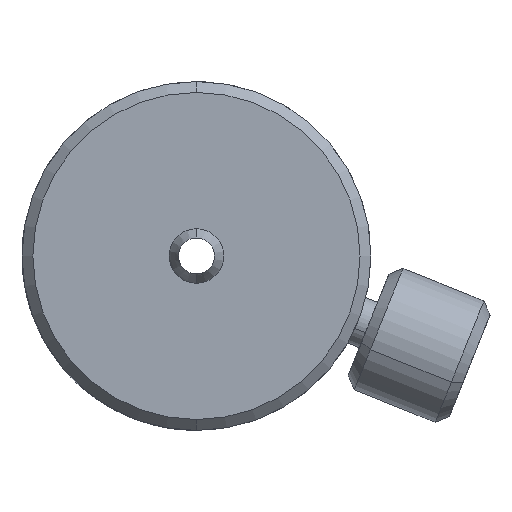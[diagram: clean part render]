
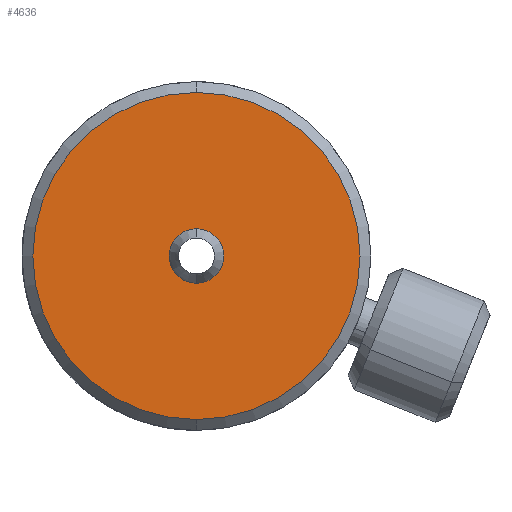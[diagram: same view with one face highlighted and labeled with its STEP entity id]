
A CAD part, front view. The second image highlights one B-rep face of the part: STEP entity #4636.
In plain terms, the highlighted planar face has unit normal (0, -1, 0).
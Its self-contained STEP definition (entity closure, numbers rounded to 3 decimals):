
#19 = DIRECTION ( 'NONE',  ( 0., -1., 0. ) ) ;
#72 = DIRECTION ( 'NONE',  ( 0., 0., 1. ) ) ;
#149 = DIRECTION ( 'NONE',  ( 0., 0., 1. ) ) ;
#364 = CARTESIAN_POINT ( 'NONE',  ( 2.242, -45.601, 103. ) ) ;
#405 = CARTESIAN_POINT ( 'NONE',  ( 2.242, -45.601, 85.5 ) ) ;
#494 = CARTESIAN_POINT ( 'NONE',  ( 2.242, -45.601, 88. ) ) ;
#578 = AXIS2_PLACEMENT_3D ( 'NONE', #4433, #817, #149 ) ;
#611 = ORIENTED_EDGE ( 'NONE', *, *, #2388, .F. ) ;
#721 = EDGE_LOOP ( 'NONE', ( #611, #3306 ) ) ;
#781 = DIRECTION ( 'NONE',  ( 0., -1., 0. ) ) ;
#817 = DIRECTION ( 'NONE',  ( 0., 1., 0. ) ) ;
#1068 = VERTEX_POINT ( 'NONE', #364 ) ;
#1172 = CARTESIAN_POINT ( 'NONE',  ( 2.242, -45.601, 88. ) ) ;
#1318 = EDGE_CURVE ( 'NONE', #4046, #1931, #4117, .T. ) ;
#1559 = EDGE_CURVE ( 'NONE', #1068, #2494, #1663, .T. ) ;
#1605 = CIRCLE ( 'NONE', #3707, 2.5 ) ;
#1663 = CIRCLE ( 'NONE', #3254, 15. ) ;
#1753 = EDGE_LOOP ( 'NONE', ( #1831, #3699 ) ) ;
#1831 = ORIENTED_EDGE ( 'NONE', *, *, #1559, .T. ) ;
#1905 = CARTESIAN_POINT ( 'NONE',  ( 2.242, -45.601, 88. ) ) ;
#1931 = VERTEX_POINT ( 'NONE', #405 ) ;
#1942 = FACE_OUTER_BOUND ( 'NONE', #1753, .T. ) ;
#1946 = DIRECTION ( 'NONE',  ( 0., 0., -1. ) ) ;
#2236 = FACE_BOUND ( 'NONE', #721, .T. ) ;
#2257 = DIRECTION ( 'NONE',  ( 0., 0., 1. ) ) ;
#2388 = EDGE_CURVE ( 'NONE', #1931, #4046, #1605, .T. ) ;
#2494 = VERTEX_POINT ( 'NONE', #3748 ) ;
#2696 = PLANE ( 'NONE',  #578 ) ;
#2950 = CARTESIAN_POINT ( 'NONE',  ( 2.242, -45.601, 88. ) ) ;
#3147 = CIRCLE ( 'NONE', #4467, 15. ) ;
#3216 = CARTESIAN_POINT ( 'NONE',  ( 2.242, -45.601, 90.5 ) ) ;
#3254 = AXIS2_PLACEMENT_3D ( 'NONE', #1905, #3744, #2257 ) ;
#3301 = DIRECTION ( 'NONE',  ( 0., 0., -1. ) ) ;
#3306 = ORIENTED_EDGE ( 'NONE', *, *, #1318, .F. ) ;
#3329 = EDGE_CURVE ( 'NONE', #2494, #1068, #3147, .T. ) ;
#3559 = AXIS2_PLACEMENT_3D ( 'NONE', #494, #4514, #1946 ) ;
#3699 = ORIENTED_EDGE ( 'NONE', *, *, #3329, .T. ) ;
#3707 = AXIS2_PLACEMENT_3D ( 'NONE', #2950, #19, #3301 ) ;
#3744 = DIRECTION ( 'NONE',  ( 0., -1., 0. ) ) ;
#3748 = CARTESIAN_POINT ( 'NONE',  ( 2.242, -45.601, 73. ) ) ;
#4046 = VERTEX_POINT ( 'NONE', #3216 ) ;
#4117 = CIRCLE ( 'NONE', #3559, 2.5 ) ;
#4433 = CARTESIAN_POINT ( 'NONE',  ( 2.242, -45.601, 88. ) ) ;
#4467 = AXIS2_PLACEMENT_3D ( 'NONE', #1172, #781, #72 ) ;
#4514 = DIRECTION ( 'NONE',  ( 0., -1., 0. ) ) ;
#4636 = ADVANCED_FACE ( 'NONE', ( #1942, #2236 ), #2696, .F. ) ;
